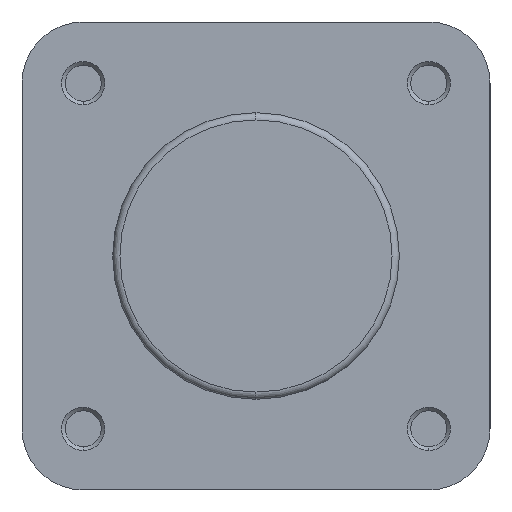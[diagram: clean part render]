
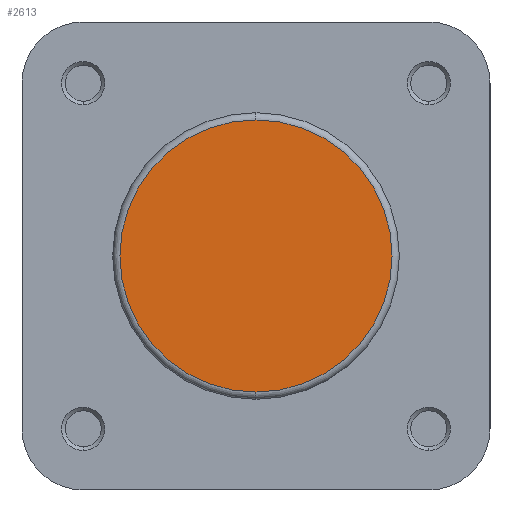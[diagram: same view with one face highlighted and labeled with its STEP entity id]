
A CAD part, left-side view. The second image highlights one B-rep face of the part: STEP entity #2613.
In plain terms, the highlighted planar face has unit normal (-1, 0, 0).
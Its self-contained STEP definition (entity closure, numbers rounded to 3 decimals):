
#337 = ORIENTED_EDGE ( 'NONE', *, *, #2848, .T. ) ;
#338 = ORIENTED_EDGE ( 'NONE', *, *, #2471, .T. ) ;
#852 = PLANE ( 'NONE',  #2130 ) ;
#859 = CARTESIAN_POINT ( 'NONE',  ( 21., 19.9, 0. ) ) ;
#868 = DIRECTION ( 'NONE',  ( 1., 0., 0. ) ) ;
#869 = DIRECTION ( 'NONE',  ( 0., 0., -1. ) ) ;
#1224 = CARTESIAN_POINT ( 'NONE',  ( 21., 0., 0. ) ) ;
#1226 = DIRECTION ( 'NONE',  ( -1., 0., 0. ) ) ;
#1227 = DIRECTION ( 'NONE',  ( 0., 0., -1. ) ) ;
#1841 = CARTESIAN_POINT ( 'NONE',  ( 21., 0., 18.9 ) ) ;
#1863 = CARTESIAN_POINT ( 'NONE',  ( 21., 0., -18.9 ) ) ;
#1976 = AXIS2_PLACEMENT_3D ( 'NONE', #4632, #4633, #4841 ) ;
#2130 = AXIS2_PLACEMENT_3D ( 'NONE', #859, #868, #869 ) ;
#2225 = AXIS2_PLACEMENT_3D ( 'NONE', #1224, #1226, #1227 ) ;
#2471 = EDGE_CURVE ( 'NONE', #4778, #4741, #3892, .T. ) ;
#2613 = ADVANCED_FACE ( 'NONE', ( #3281 ), #852, .F. ) ;
#2848 = EDGE_CURVE ( 'NONE', #4741, #4778, #3505, .T. ) ;
#2883 = EDGE_LOOP ( 'NONE', ( #338, #337 ) ) ;
#3281 = FACE_OUTER_BOUND ( 'NONE', #2883, .T. ) ;
#3505 = CIRCLE ( 'NONE', #2225, 18.9 ) ;
#3892 = CIRCLE ( 'NONE', #1976, 18.9 ) ;
#4632 = CARTESIAN_POINT ( 'NONE',  ( 21., 0., 0. ) ) ;
#4633 = DIRECTION ( 'NONE',  ( -1., 0., 0. ) ) ;
#4741 = VERTEX_POINT ( 'NONE', #1841 ) ;
#4778 = VERTEX_POINT ( 'NONE', #1863 ) ;
#4841 = DIRECTION ( 'NONE',  ( 0., 0., -1. ) ) ;
